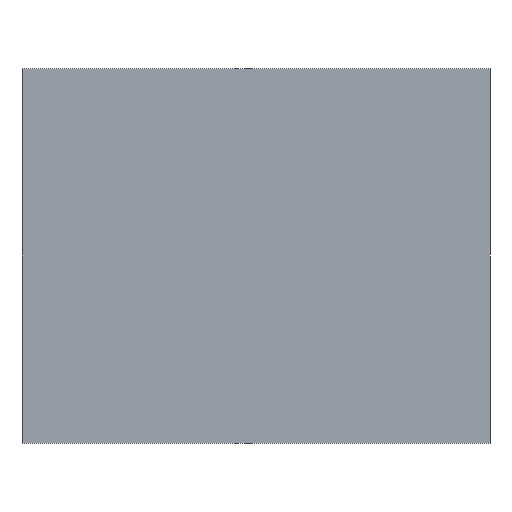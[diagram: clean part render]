
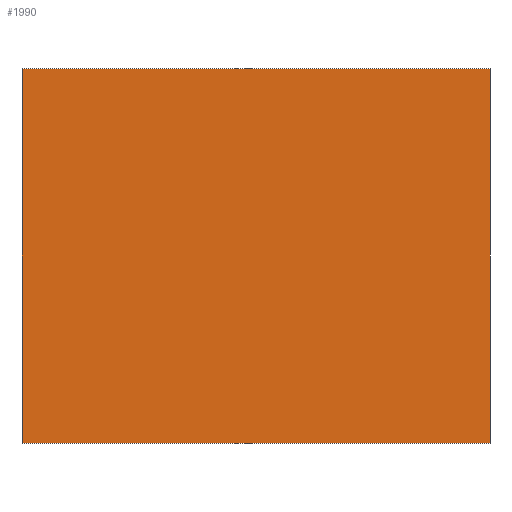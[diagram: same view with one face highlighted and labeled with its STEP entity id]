
A CAD part, front view. The second image highlights one B-rep face of the part: STEP entity #1990.
In plain terms, the highlighted planar face has unit normal (0, -1, 0).
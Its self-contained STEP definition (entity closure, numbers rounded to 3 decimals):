
#109 = CARTESIAN_POINT ( 'NONE',  ( 7.5, 0., 6. ) ) ;
#119 = DIRECTION ( 'NONE',  ( 0., -1., 0. ) ) ;
#302 = CARTESIAN_POINT ( 'NONE',  ( 7.5, 0., -6. ) ) ;
#331 = DIRECTION ( 'NONE',  ( -1., 0., 0. ) ) ;
#397 = VERTEX_POINT ( 'NONE', #302 ) ;
#466 = ORIENTED_EDGE ( 'NONE', *, *, #952, .F. ) ;
#650 = VECTOR ( 'NONE', #331, 1000. ) ;
#697 = VERTEX_POINT ( 'NONE', #1494 ) ;
#837 = EDGE_CURVE ( 'NONE', #1914, #397, #1310, .T. ) ;
#846 = VECTOR ( 'NONE', #1741, 1000. ) ;
#850 = VECTOR ( 'NONE', #1392, 1000. ) ;
#892 = EDGE_CURVE ( 'NONE', #397, #697, #1118, .T. ) ;
#945 = FACE_OUTER_BOUND ( 'NONE', #1435, .T. ) ;
#952 = EDGE_CURVE ( 'NONE', #697, #2051, #1846, .T. ) ;
#1023 = CARTESIAN_POINT ( 'NONE',  ( 0., 0., 0. ) ) ;
#1031 = ORIENTED_EDGE ( 'NONE', *, *, #837, .F. ) ;
#1045 = VECTOR ( 'NONE', #1953, 1000. ) ;
#1094 = ORIENTED_EDGE ( 'NONE', *, *, #1490, .F. ) ;
#1118 = LINE ( 'NONE', #1727, #650 ) ;
#1213 = CARTESIAN_POINT ( 'NONE',  ( -7.5, 0., 6. ) ) ;
#1310 = LINE ( 'NONE', #109, #846 ) ;
#1392 = DIRECTION ( 'NONE',  ( 0., 0., 1. ) ) ;
#1435 = EDGE_LOOP ( 'NONE', ( #1031, #1094, #466, #2193 ) ) ;
#1490 = EDGE_CURVE ( 'NONE', #2051, #1914, #2037, .T. ) ;
#1494 = CARTESIAN_POINT ( 'NONE',  ( -7.5, 0., -6. ) ) ;
#1727 = CARTESIAN_POINT ( 'NONE',  ( -7.5, 0., -6. ) ) ;
#1731 = CARTESIAN_POINT ( 'NONE',  ( 7.5, 0., 6. ) ) ;
#1741 = DIRECTION ( 'NONE',  ( 0., 0., -1. ) ) ;
#1745 = DIRECTION ( 'NONE',  ( 0., 0., -1. ) ) ;
#1756 = CARTESIAN_POINT ( 'NONE',  ( -7.5, 0., 6. ) ) ;
#1846 = LINE ( 'NONE', #1213, #850 ) ;
#1914 = VERTEX_POINT ( 'NONE', #1731 ) ;
#1950 = AXIS2_PLACEMENT_3D ( 'NONE', #1023, #119, #1745 ) ;
#1953 = DIRECTION ( 'NONE',  ( 1., 0., 0. ) ) ;
#1990 = ADVANCED_FACE ( 'NONE', ( #945 ), #2302, .T. ) ;
#2037 = LINE ( 'NONE', #1756, #1045 ) ;
#2051 = VERTEX_POINT ( 'NONE', #2294 ) ;
#2193 = ORIENTED_EDGE ( 'NONE', *, *, #892, .F. ) ;
#2294 = CARTESIAN_POINT ( 'NONE',  ( -7.5, 0., 6. ) ) ;
#2302 = PLANE ( 'NONE',  #1950 ) ;
